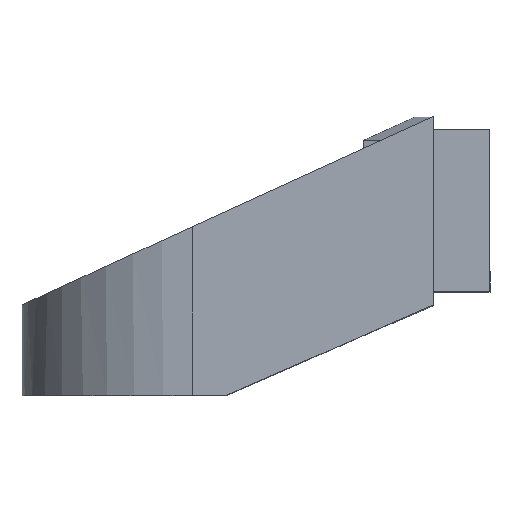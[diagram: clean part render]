
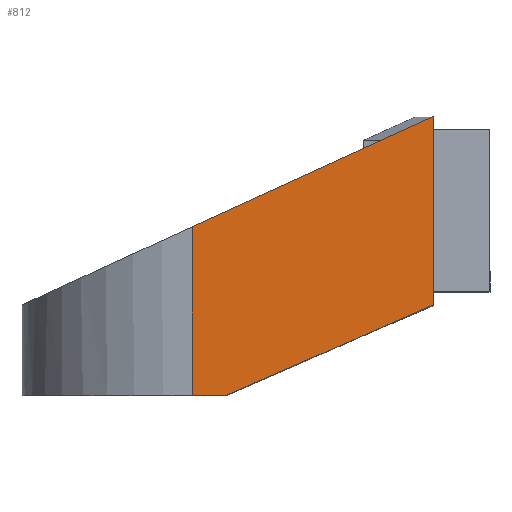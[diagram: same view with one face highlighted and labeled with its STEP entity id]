
A CAD part, top view. The second image highlights one B-rep face of the part: STEP entity #812.
In plain terms, the highlighted planar face has unit normal (0, 0, 1).
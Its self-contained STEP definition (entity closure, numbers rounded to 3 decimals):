
#83=LINE('',#1341,#177);
#109=LINE('',#1404,#203);
#111=LINE('',#1410,#205);
#112=LINE('',#1411,#206);
#113=LINE('',#1412,#207);
#177=VECTOR('',#1013,10.);
#203=VECTOR('',#1075,10.);
#205=VECTOR('',#1081,10.);
#206=VECTOR('',#1082,10.);
#207=VECTOR('',#1083,10.);
#240=PLANE('',#882);
#283=FACE_OUTER_BOUND('',#329,.T.);
#329=EDGE_LOOP('',(#740,#741,#742,#743,#744));
#405=VERTEX_POINT('',#1338);
#406=VERTEX_POINT('',#1340);
#424=VERTEX_POINT('',#1401);
#425=VERTEX_POINT('',#1403);
#427=VERTEX_POINT('',#1409);
#502=EDGE_CURVE('',#406,#405,#83,.T.);
#533=EDGE_CURVE('',#424,#425,#109,.T.);
#536=EDGE_CURVE('',#424,#427,#111,.T.);
#537=EDGE_CURVE('',#427,#406,#112,.T.);
#538=EDGE_CURVE('',#405,#425,#113,.T.);
#740=ORIENTED_EDGE('',*,*,#533,.F.);
#741=ORIENTED_EDGE('',*,*,#536,.T.);
#742=ORIENTED_EDGE('',*,*,#537,.T.);
#743=ORIENTED_EDGE('',*,*,#502,.T.);
#744=ORIENTED_EDGE('',*,*,#538,.T.);
#812=ADVANCED_FACE('',(#283),#240,.T.);
#882=AXIS2_PLACEMENT_3D('',#1408,#1079,#1080);
#1013=DIRECTION('',(0.,1.,0.));
#1075=DIRECTION('',(0.,1.,0.));
#1079=DIRECTION('center_axis',(0.,0.,
1.));
#1080=DIRECTION('ref_axis',(1.,0.,0.));
#1081=DIRECTION('',(1.,0.,0.));
#1082=DIRECTION('',(0.916,0.401,0.));
#1083=DIRECTION('',(-0.909,-0.416,0.));
#1338=CARTESIAN_POINT('',(25.142,-3.168,35.94));
#1340=CARTESIAN_POINT('',(25.142,-13.168,35.94));
#1341=CARTESIAN_POINT('',(25.142,-13.168,35.94));
#1401=CARTESIAN_POINT('',(12.346,-17.977,35.94));
#1403=CARTESIAN_POINT('',(12.346,-9.026,35.94));
#1404=CARTESIAN_POINT('',(12.346,-11.87,35.94));
#1408=CARTESIAN_POINT('Origin',(15.471,-10.572,35.94));
#1409=CARTESIAN_POINT('',(14.161,-17.977,35.94));
#1410=CARTESIAN_POINT('',(14.161,-17.977,35.94));
#1411=CARTESIAN_POINT('',(25.142,-13.168,35.94));
#1412=CARTESIAN_POINT('',(25.142,-3.168,35.94));
